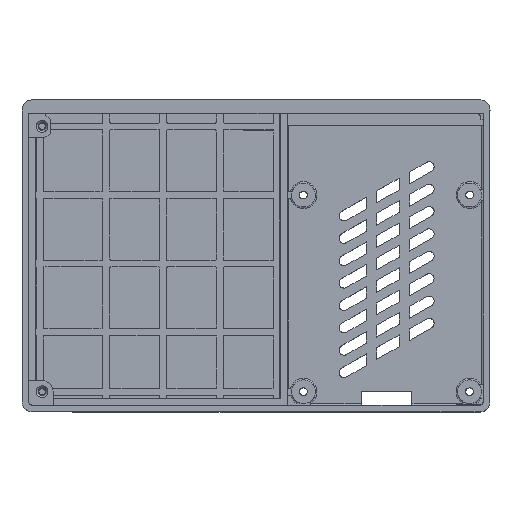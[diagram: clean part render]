
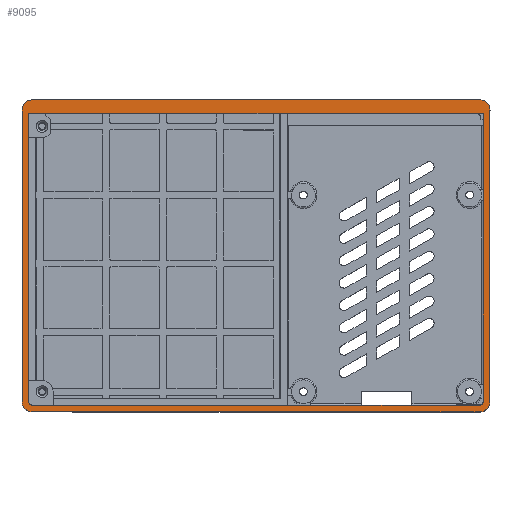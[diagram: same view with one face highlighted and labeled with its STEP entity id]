
A CAD part, top view. The second image highlights one B-rep face of the part: STEP entity #9095.
In plain terms, the highlighted planar face has unit normal (0, 0, 1).
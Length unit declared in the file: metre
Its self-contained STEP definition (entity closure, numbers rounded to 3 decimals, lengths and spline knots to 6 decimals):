
#86=(
BOUNDED_CURVE()
B_SPLINE_CURVE(2,(#12546,#12547,#12548,#12549,#12550,#12551,#12552,#12553,
#12554),.UNSPECIFIED.,.F.,.F.)
B_SPLINE_CURVE_WITH_KNOTS((3,2,2,2,3),(0.,4.712389,136.712389,
141.424778,226.424778),.UNSPECIFIED.)
CURVE()
GEOMETRIC_REPRESENTATION_ITEM()
RATIONAL_B_SPLINE_CURVE((1.,0.707,1.,1.,1.,0.707,
1.,1.,1.))
REPRESENTATION_ITEM('')
);
#226=(
BOUNDED_CURVE()
B_SPLINE_CURVE(2,(#22603,#22604,#22605,#22606,#22607,#22608,#22609,#22610,
#22611,#22612,#22613,#22614,#22615,#22616,#22617,#22618,#22619),
 .UNSPECIFIED.,.T.,.F.)
B_SPLINE_CURVE_WITH_KNOTS((3,2,2,2,2,2,2,2,3),(0.,4.712389,136.712389,
141.424778,227.424778,232.137167,364.137167,368.849556,
454.849556),.UNSPECIFIED.)
CURVE()
GEOMETRIC_REPRESENTATION_ITEM()
RATIONAL_B_SPLINE_CURVE((1.,0.707,1.,1.,1.,0.707,
1.,1.,1.,0.707,1.,1.,1.,0.707,1.,1.,1.))
REPRESENTATION_ITEM('')
);
#3316=ORIENTED_EDGE('',*,*,#3662,.T.);
#3317=ORIENTED_EDGE('',*,*,#3515,.F.);
#3318=ORIENTED_EDGE('',*,*,#3514,.F.);
#3319=ORIENTED_EDGE('',*,*,#4644,.T.);
#3514=EDGE_CURVE('',#4823,#4824,#5753,.T.);
#3515=EDGE_CURVE('',#4824,#4825,#86,.T.);
#3662=EDGE_CURVE('',#4823,#4825,#5867,.T.);
#4644=EDGE_CURVE('',#5627,#5627,#226,.T.);
#4823=VERTEX_POINT('',#12543);
#4824=VERTEX_POINT('',#12545);
#4825=VERTEX_POINT('',#12555);
#5627=VERTEX_POINT('',#22620);
#5753=LINE('',#12544,#6516);
#5867=LINE('',#13405,#6630);
#6516=VECTOR('',#9875,1.);
#6630=VECTOR('',#10027,1.);
#7769=EDGE_LOOP('',(#3316,#3317,#3318));
#7770=EDGE_LOOP('',(#3319));
#8378=FACE_BOUND('',#7769,.T.);
#8379=FACE_BOUND('',#7770,.T.);
#8655=PLANE('',#9733);
#9095=ADVANCED_FACE('',(#8378,#8379),#8655,.T.);
#9733=AXIS2_PLACEMENT_3D('',#24395,#11723,#11724);
#9875=DIRECTION('',(0.,-1.,0.));
#10027=DIRECTION('',(1.,0.,0.));
#11723=DIRECTION('',(0.,0.,1.));
#11724=DIRECTION('',(1.,0.,0.));
#12543=CARTESIAN_POINT('',(-0.067,0.042,0.0269));
#12544=CARTESIAN_POINT('',(-0.067,-0.0005,0.0269));
#12545=CARTESIAN_POINT('',(-0.067,-0.043,0.0269));
#12546=CARTESIAN_POINT('',(-0.067,-0.043,0.0269));
#12547=CARTESIAN_POINT('',(-0.067,-0.044,0.0269));
#12548=CARTESIAN_POINT('',(-0.066,-0.044,0.0269));
#12549=CARTESIAN_POINT('',(0.,-0.044,0.0269));
#12550=CARTESIAN_POINT('',(0.066,-0.044,0.0269));
#12551=CARTESIAN_POINT('',(0.067,-0.044,0.0269));
#12552=CARTESIAN_POINT('',(0.067,-0.043,0.0269));
#12553=CARTESIAN_POINT('',(0.067,-0.0005,0.0269));
#12554=CARTESIAN_POINT('',(0.067,0.042,0.0269));
#12555=CARTESIAN_POINT('',(0.067,0.042,0.0269));
#13405=CARTESIAN_POINT('',(-0.067853,0.042,0.0269));
#22603=CARTESIAN_POINT('',(-0.069,-0.043,0.0269));
#22604=CARTESIAN_POINT('',(-0.069,-0.046,0.0269));
#22605=CARTESIAN_POINT('',(-0.066,-0.046,0.0269));
#22606=CARTESIAN_POINT('',(0.,-0.046,0.0269));
#22607=CARTESIAN_POINT('',(0.066,-0.046,0.0269));
#22608=CARTESIAN_POINT('',(0.069,-0.046,0.0269));
#22609=CARTESIAN_POINT('',(0.069,-0.043,0.0269));
#22610=CARTESIAN_POINT('',(0.069,0.,0.0269));
#22611=CARTESIAN_POINT('',(0.069,0.043,0.0269));
#22612=CARTESIAN_POINT('',(0.069,0.046,0.0269));
#22613=CARTESIAN_POINT('',(0.066,0.046,0.0269));
#22614=CARTESIAN_POINT('',(0.,0.046,0.0269));
#22615=CARTESIAN_POINT('',(-0.066,0.046,0.0269));
#22616=CARTESIAN_POINT('',(-0.069,0.046,0.0269));
#22617=CARTESIAN_POINT('',(-0.069,0.043,0.0269));
#22618=CARTESIAN_POINT('',(-0.069,0.,0.0269));
#22619=CARTESIAN_POINT('',(-0.069,-0.043,0.0269));
#22620=CARTESIAN_POINT('',(-0.069,-0.043,0.0269));
#24395=CARTESIAN_POINT('',(-0.067853,0.042,0.0269));
